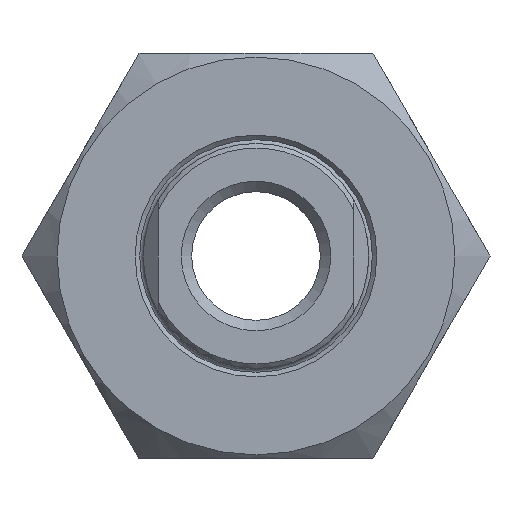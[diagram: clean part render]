
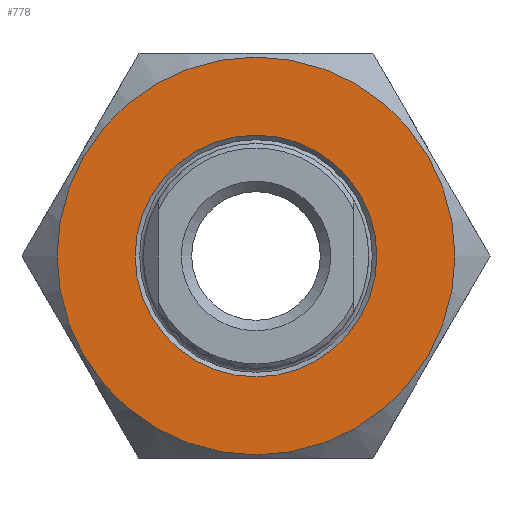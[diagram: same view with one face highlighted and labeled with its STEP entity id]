
A CAD part, left-side view. The second image highlights one B-rep face of the part: STEP entity #778.
In plain terms, the highlighted planar face has unit normal (-1, 0, 0).
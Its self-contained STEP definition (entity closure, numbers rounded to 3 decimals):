
#47=FACE_BOUND('',#139,.T.);
#63=PLANE('',#911);
#88=FACE_OUTER_BOUND('',#138,.T.);
#138=EDGE_LOOP('',(#574));
#139=EDGE_LOOP('',(#575));
#278=CIRCLE('',#892,13.25);
#285=CIRCLE('',#906,8.05);
#348=VERTEX_POINT('',#1328);
#354=VERTEX_POINT('',#1354);
#424=EDGE_CURVE('',#348,#348,#278,.T.);
#436=EDGE_CURVE('',#354,#354,#285,.T.);
#574=ORIENTED_EDGE('',*,*,#424,.T.);
#575=ORIENTED_EDGE('',*,*,#436,.F.);
#778=ADVANCED_FACE('',(#88,#47),#63,.T.);
#892=AXIS2_PLACEMENT_3D('',#1330,#1015,#1016);
#906=AXIS2_PLACEMENT_3D('',#1355,#1048,#1049);
#911=AXIS2_PLACEMENT_3D('',#1365,#1060,#1061);
#1015=DIRECTION('center_axis',(-1.,0.,0.));
#1016=DIRECTION('ref_axis',(0.,1.,0.));
#1048=DIRECTION('center_axis',(-1.,0.,0.));
#1049=DIRECTION('ref_axis',(0.,0.,-1.));
#1060=DIRECTION('center_axis',(-1.,0.,0.));
#1061=DIRECTION('ref_axis',(0.,0.,1.));
#1328=CARTESIAN_POINT('',(-13.5,-13.25,0.));
#1330=CARTESIAN_POINT('Origin',(-13.5,0.,0.));
#1354=CARTESIAN_POINT('',(-13.5,0.,8.05));
#1355=CARTESIAN_POINT('Origin',(-13.5,0.,0.));
#1365=CARTESIAN_POINT('Origin',(-13.5,0.,0.));
